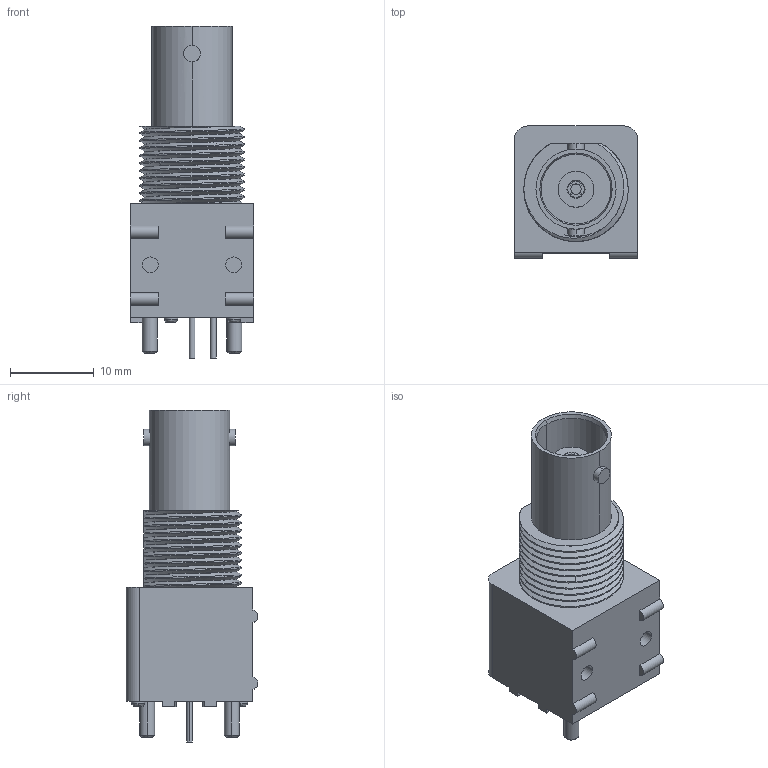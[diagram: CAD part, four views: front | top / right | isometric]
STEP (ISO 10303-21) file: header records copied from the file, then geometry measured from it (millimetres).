
FILE_DESCRIPTION(('STEP AP242'),'1');
FILE_NAME('70084606.stp','2018-12-03T15:11:40',('TraceParts'),('TraceParts S.A.'),'Spatial InterOp 3D',' ',' ');
FILE_SCHEMA(('AP242_MANAGED_MODEL_BASED_3D_ENGINEERING_MIM_LF {1 0 10303 442 1 1 4}'));
Length unit declared in the file: millimetre
Products named in the file (1): 70084606
Bounding box: 14.76 x 15.8 x 39.75 mm (x, y, z)
Volume: 4329.4 mm3; surface area: 2851.4 mm2
Topology: 1 solids, 1 shells, 191 faces, 494 edges, 322 vertices
Faces by surface type: cylinder 72, plane 58, bspline 47, cone 14
Entity records: 10223 total; most frequent: CARTESIAN_POINT 5809, ORIENTED_EDGE 988, DIRECTION 795, EDGE_CURVE 494, VERTEX_POINT 322, AXIS2_PLACEMENT_3D 287, LINE 221, VECTOR 221
